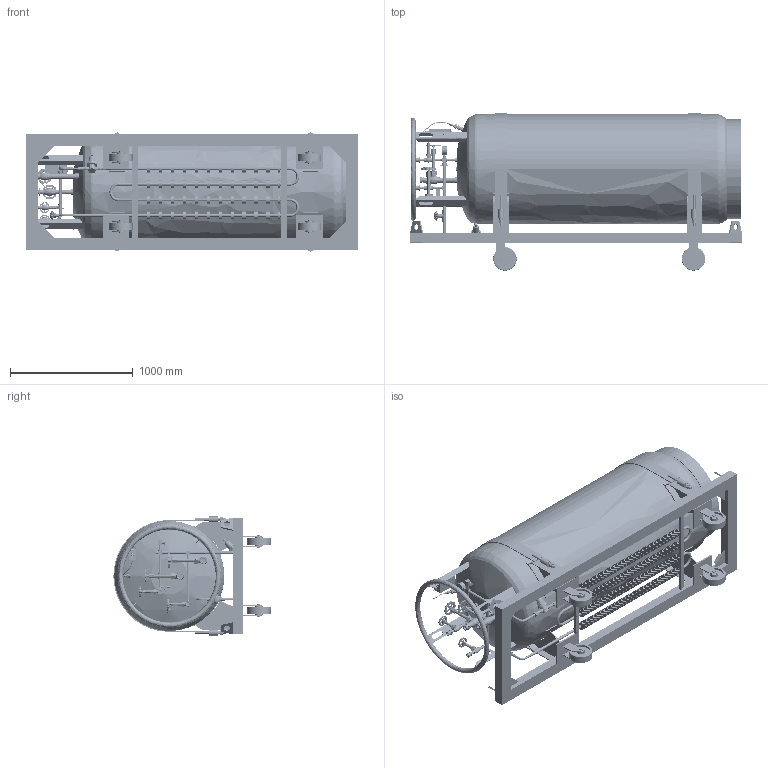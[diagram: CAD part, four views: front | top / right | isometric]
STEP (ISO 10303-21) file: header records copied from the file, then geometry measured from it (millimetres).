
FILE_DESCRIPTION(('FreeCAD Model'),'2;1');
FILE_NAME('Open CASCADE Shape Model','2025-04-29T17:14:55',('FreeCAD'),( 'FreeCAD'),'Open CASCADE STEP processor 7.6','FreeCAD','Unknown');
FILE_SCHEMA(('AUTOMOTIVE_DESIGN { 1 0 10303 214 1 1 1 1 }'));
Products named in the file (1): Open CASCADE STEP translator 7.6 1
Bounding box: 2705.45 x 1281.23 x 970.41 mm (x, y, z)
Volume: 1472978810.7 mm3; surface area: 17649848.1 mm2
Topology: 7 solids, 7 shells, 5931 faces, 13400 edges, 8702 vertices
Faces by surface type: bspline 5931
Entity records: 236199 total; most frequent: CARTESIAN_POINT 157370, ORIENTED_EDGE 26760, EDGE_CURVE 13380, VERTEX_POINT 8702, FACE_BOUND 7274, EDGE_LOOP 7274, B_SPLINE_CURVE_WITH_KNOTS 6858, ADVANCED_FACE 5931
